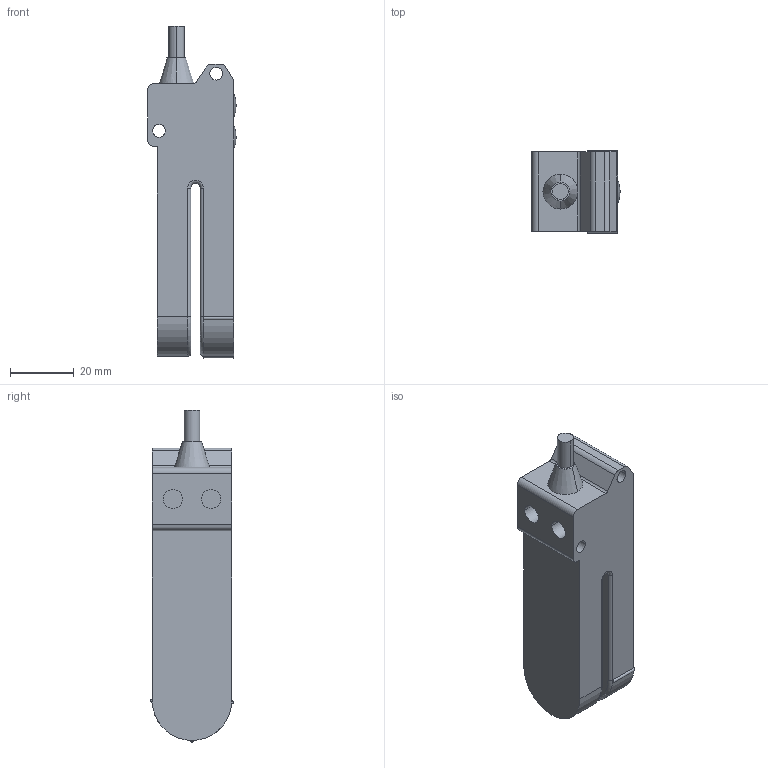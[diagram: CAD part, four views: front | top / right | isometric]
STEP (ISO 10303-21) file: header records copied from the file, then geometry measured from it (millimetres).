
FILE_DESCRIPTION((''),'2;1');
FILE_NAME('PRT0002','2012-02-07T',('dhelisch'),(''),'PRO/ENGINEER BY PARAMETRIC TECHNOLOGY CORPORATION, 2007250','PRO/ENGINEER BY PARAMETRIC TECHNOLOGY CORPORATION, 2007250','');
FILE_SCHEMA(('CONFIG_CONTROL_DESIGN'));
Length unit declared in the file: millimetre
Products named in the file (1): PRT0002
Bounding box: 27.79 x 26 x 104.5 mm (x, y, z)
Volume: 48562.7 mm3; surface area: 13041.3 mm2
Topology: 1 solids, 1 shells, 54 faces, 147 edges, 115 vertices
Faces by surface type: cylinder 27, plane 19, torus 4, cone 2, sphere 2
Entity records: 2318 total; most frequent: DIRECTION 326, CARTESIAN_POINT 291, ORIENTED_EDGE 264, PRESENTATION_STYLE_ASSIGNMENT 156, STYLED_ITEM 150, CURVE_STYLE 148, EDGE_CURVE 132, AXIS2_PLACEMENT_3D 125
